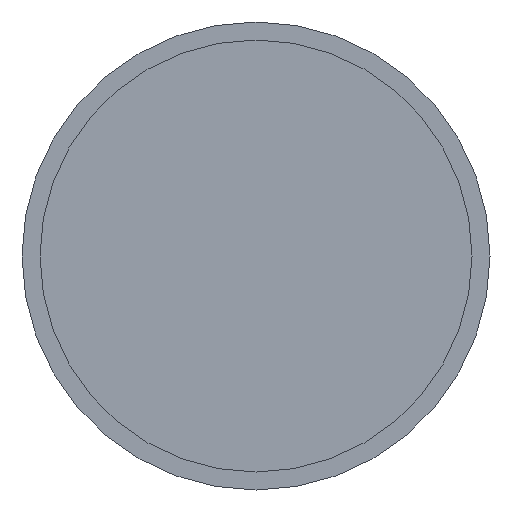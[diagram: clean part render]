
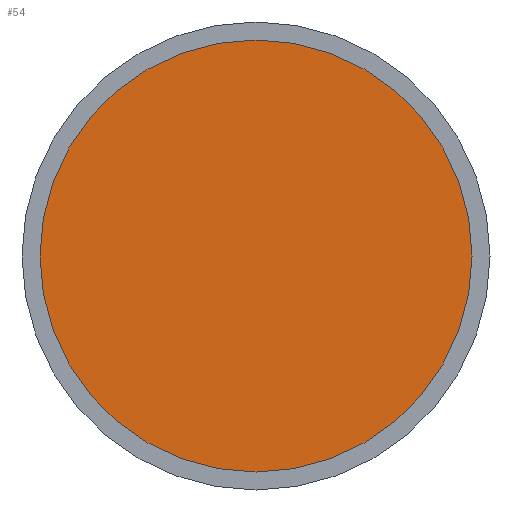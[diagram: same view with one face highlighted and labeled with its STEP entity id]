
A CAD part, front view. The second image highlights one B-rep face of the part: STEP entity #54.
In plain terms, the highlighted planar face has unit normal (0, -1, 0).
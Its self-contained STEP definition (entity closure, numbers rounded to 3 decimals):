
#54 = ADVANCED_FACE( '', ( #126 ), #127, .F. );
#126 = FACE_OUTER_BOUND( '', #223, .T. );
#127 = PLANE( '', #224 );
#223 = EDGE_LOOP( '', ( #354 ) );
#224 = AXIS2_PLACEMENT_3D( '', #355, #356, #357 );
#354 = ORIENTED_EDGE( '', *, *, #533, .T. );
#355 = CARTESIAN_POINT( '', ( 30., -3., 0. ) );
#356 = DIRECTION( '', ( 0., 1., 0. ) );
#357 = DIRECTION( '', ( 0., 0., 1. ) );
#533 = EDGE_CURVE( '', #606, #606, #607, .T. );
#606 = VERTEX_POINT( '', #706 );
#607 = CIRCLE( '', #707, 30. );
#706 = CARTESIAN_POINT( '', ( 0., -3., -30. ) );
#707 = AXIS2_PLACEMENT_3D( '', #824, #825, #826 );
#824 = CARTESIAN_POINT( '', ( 0., -3., 0. ) );
#825 = DIRECTION( '', ( 0., -1., 0. ) );
#826 = DIRECTION( '', ( 0., 0., -1. ) );
